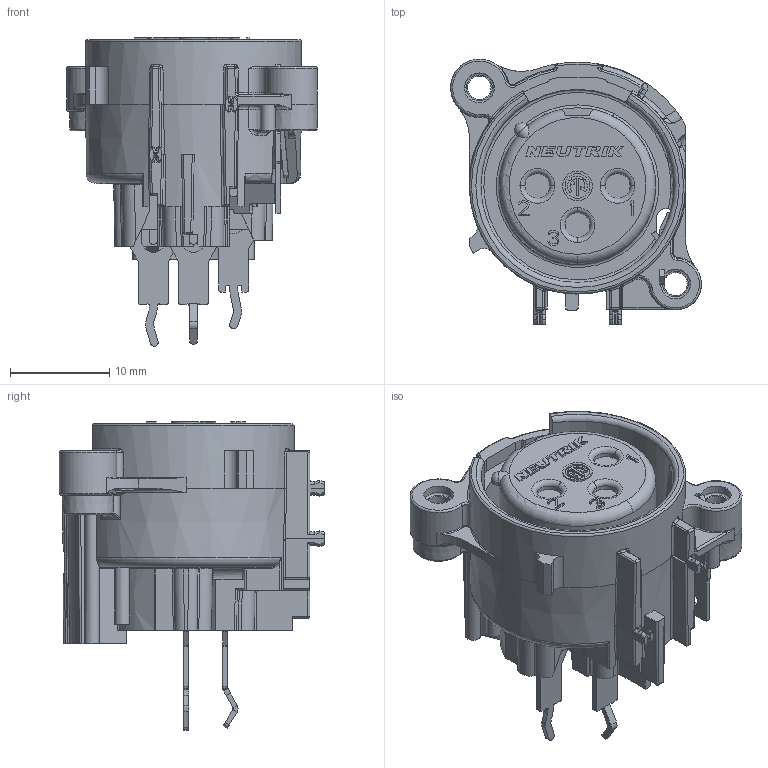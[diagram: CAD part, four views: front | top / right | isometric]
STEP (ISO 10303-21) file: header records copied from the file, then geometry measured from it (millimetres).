
FILE_DESCRIPTION((''),'2;1');
FILE_NAME('NC3FAV1-0','2021-03-05T08:34:24',('phk'),(''),'CREO PARAMETRIC BY PTC INC, 2019080','CREO PARAMETRIC BY PTC INC, 2019080','');
FILE_SCHEMA(('CONFIG_CONTROL_DESIGN'));
Length unit declared in the file: millimetre
Products named in the file (1): NC3FAV1-0
Bounding box: 25.3 x 26.8 x 31.11 mm (x, y, z)
Volume: 5807.9 mm3; surface area: 5214.5 mm2
Topology: 1 solids, 1 shells, 1312 faces, 3577 edges, 2283 vertices
Faces by surface type: plane 688, cylinder 311, bspline 149, torus 94, cone 47, sphere 20, extrusion 2, revolution 1
Entity records: 46741 total; most frequent: CARTESIAN_POINT 14635, ORIENTED_EDGE 7152, DIRECTION 6133, EDGE_CURVE 3576, VERTEX_POINT 2283, VECTOR 2130, LINE 2128, AXIS2_PLACEMENT_3D 2001
